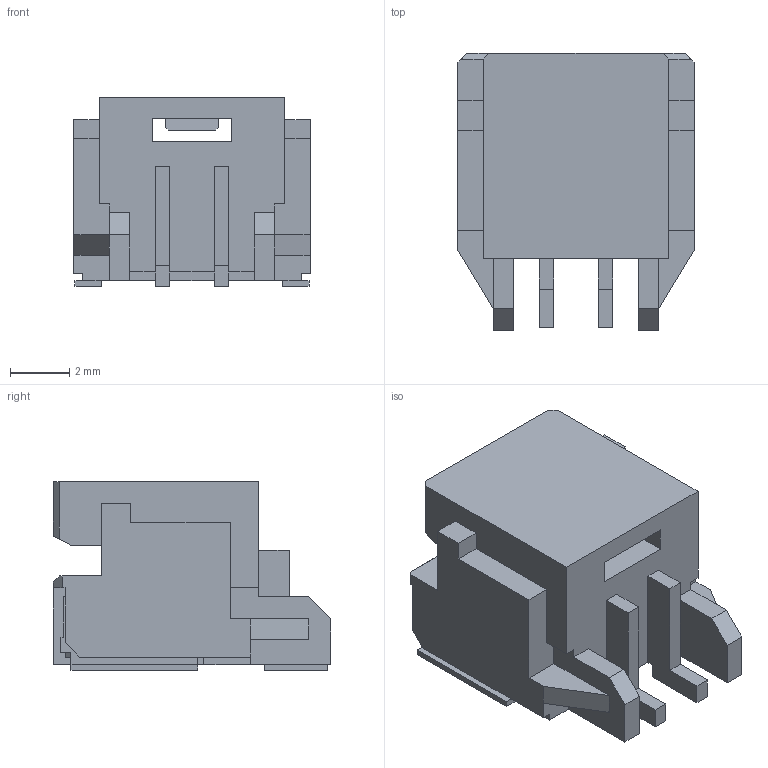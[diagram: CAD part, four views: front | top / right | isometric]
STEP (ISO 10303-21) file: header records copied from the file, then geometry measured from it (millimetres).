
FILE_DESCRIPTION((''),'2;1');
FILE_NAME('5023520201','2017-05-30T',('ksrinivasara'),(''),'PRO/ENGINEER BY PARAMETRIC TECHNOLOGY CORPORATION, 2012310','PRO/ENGINEER BY PARAMETRIC TECHNOLOGY CORPORATION, 2012310','');
FILE_SCHEMA(('CONFIG_CONTROL_DESIGN'));
Length unit declared in the file: millimetre
Products named in the file (1): 5023520201
Bounding box: 8 x 9.4 x 6.4 mm (x, y, z)
Volume: 191.3 mm3; surface area: 515.4 mm2
Topology: 1 solids, 1 shells, 187 faces, 533 edges, 349 vertices
Faces by surface type: plane 187
Entity records: 5942 total; most frequent: CARTESIAN_POINT 1054, ORIENTED_EDGE 1034, DIRECTION 909, VECTOR 533, LINE 533, EDGE_CURVE 517, VERTEX_POINT 333, EDGE_LOOP 190
